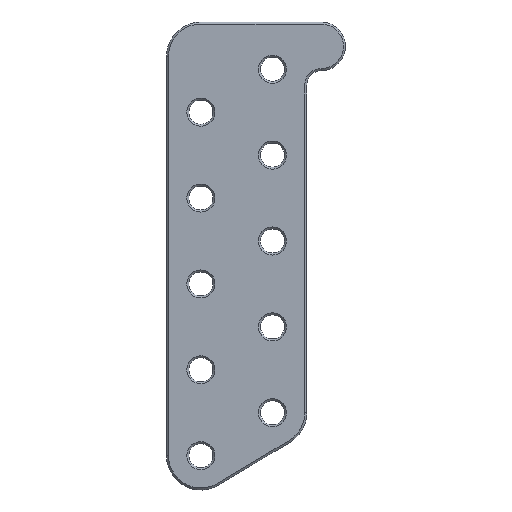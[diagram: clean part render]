
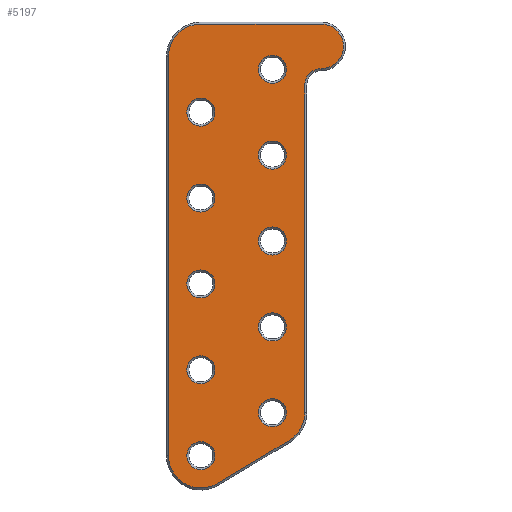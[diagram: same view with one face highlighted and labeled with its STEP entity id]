
A CAD part, front view. The second image highlights one B-rep face of the part: STEP entity #5197.
In plain terms, the highlighted planar face has unit normal (0, -1, 0).
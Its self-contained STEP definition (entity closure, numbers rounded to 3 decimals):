
#483=LINE('',#9079,#840);
#487=LINE('',#9091,#844);
#491=LINE('',#9103,#848);
#496=LINE('',#9121,#853);
#840=VECTOR('',#7171,10.);
#844=VECTOR('',#7183,10.);
#848=VECTOR('',#7195,10.);
#853=VECTOR('',#7214,10.);
#1030=FACE_BOUND('',#1788,.T.);
#1031=FACE_BOUND('',#1789,.T.);
#1032=FACE_BOUND('',#1790,.T.);
#1033=FACE_BOUND('',#1791,.T.);
#1034=FACE_BOUND('',#1792,.T.);
#1035=FACE_BOUND('',#1793,.T.);
#1036=FACE_BOUND('',#1794,.T.);
#1037=FACE_BOUND('',#1795,.T.);
#1038=FACE_BOUND('',#1796,.T.);
#1039=FACE_BOUND('',#1797,.T.);
#1195=PLANE('',#5799);
#1457=FACE_OUTER_BOUND('',#1787,.T.);
#1787=EDGE_LOOP('',(#4572,#4573,#4574,#4575,#4576,#4577,#4578,#4579,#4580));
#1788=EDGE_LOOP('',(#4581));
#1789=EDGE_LOOP('',(#4582));
#1790=EDGE_LOOP('',(#4583));
#1791=EDGE_LOOP('',(#4584));
#1792=EDGE_LOOP('',(#4585));
#1793=EDGE_LOOP('',(#4586));
#1794=EDGE_LOOP('',(#4587));
#1795=EDGE_LOOP('',(#4588));
#1796=EDGE_LOOP('',(#4589));
#1797=EDGE_LOOP('',(#4590));
#2081=CIRCLE('',#5775,5.65);
#2083=CIRCLE('',#5779,5.65);
#2085=CIRCLE('',#5783,3.9);
#2087=CIRCLE('',#5786,2.85);
#2089=CIRCLE('',#5790,5.65);
#2093=CIRCLE('',#5800,2.45);
#2094=CIRCLE('',#5801,2.45);
#2095=CIRCLE('',#5802,2.45);
#2096=CIRCLE('',#5803,2.45);
#2097=CIRCLE('',#5804,2.45);
#2098=CIRCLE('',#5805,2.45);
#2099=CIRCLE('',#5806,2.45);
#2100=CIRCLE('',#5807,2.45);
#2101=CIRCLE('',#5808,2.45);
#2102=CIRCLE('',#5809,2.45);
#2544=VERTEX_POINT('',#9072);
#2547=VERTEX_POINT('',#9077);
#2548=VERTEX_POINT('',#9081);
#2550=VERTEX_POINT('',#9087);
#2552=VERTEX_POINT('',#9093);
#2554=VERTEX_POINT('',#9099);
#2556=VERTEX_POINT('',#9105);
#2558=VERTEX_POINT('',#9111);
#2560=VERTEX_POINT('',#9117);
#2568=VERTEX_POINT('',#9148);
#2569=VERTEX_POINT('',#9150);
#2570=VERTEX_POINT('',#9152);
#2571=VERTEX_POINT('',#9154);
#2572=VERTEX_POINT('',#9156);
#2573=VERTEX_POINT('',#9158);
#2574=VERTEX_POINT('',#9160);
#2575=VERTEX_POINT('',#9162);
#2576=VERTEX_POINT('',#9164);
#2577=VERTEX_POINT('',#9166);
#3248=EDGE_CURVE('',#2547,#2544,#483,.T.);
#3251=EDGE_CURVE('',#2544,#2548,#2081,.T.);
#3254=EDGE_CURVE('',#2548,#2550,#487,.T.);
#3257=EDGE_CURVE('',#2550,#2552,#2083,.T.);
#3260=EDGE_CURVE('',#2552,#2554,#491,.T.);
#3263=EDGE_CURVE('',#2554,#2556,#2085,.T.);
#3266=EDGE_CURVE('',#2556,#2558,#2087,.T.);
#3269=EDGE_CURVE('',#2558,#2560,#496,.T.);
#3271=EDGE_CURVE('',#2560,#2547,#2089,.T.);
#3283=EDGE_CURVE('',#2568,#2568,#2093,.T.);
#3284=EDGE_CURVE('',#2569,#2569,#2094,.T.);
#3285=EDGE_CURVE('',#2570,#2570,#2095,.T.);
#3286=EDGE_CURVE('',#2571,#2571,#2096,.T.);
#3287=EDGE_CURVE('',#2572,#2572,#2097,.T.);
#3288=EDGE_CURVE('',#2573,#2573,#2098,.T.);
#3289=EDGE_CURVE('',#2574,#2574,#2099,.T.);
#3290=EDGE_CURVE('',#2575,#2575,#2100,.T.);
#3291=EDGE_CURVE('',#2576,#2576,#2101,.T.);
#3292=EDGE_CURVE('',#2577,#2577,#2102,.T.);
#4572=ORIENTED_EDGE('',*,*,#3248,.F.);
#4573=ORIENTED_EDGE('',*,*,#3271,.F.);
#4574=ORIENTED_EDGE('',*,*,#3269,.F.);
#4575=ORIENTED_EDGE('',*,*,#3266,.F.);
#4576=ORIENTED_EDGE('',*,*,#3263,.F.);
#4577=ORIENTED_EDGE('',*,*,#3260,.F.);
#4578=ORIENTED_EDGE('',*,*,#3257,.F.);
#4579=ORIENTED_EDGE('',*,*,#3254,.F.);
#4580=ORIENTED_EDGE('',*,*,#3251,.F.);
#4581=ORIENTED_EDGE('',*,*,#3283,.F.);
#4582=ORIENTED_EDGE('',*,*,#3284,.F.);
#4583=ORIENTED_EDGE('',*,*,#3285,.F.);
#4584=ORIENTED_EDGE('',*,*,#3286,.F.);
#4585=ORIENTED_EDGE('',*,*,#3287,.F.);
#4586=ORIENTED_EDGE('',*,*,#3288,.F.);
#4587=ORIENTED_EDGE('',*,*,#3289,.F.);
#4588=ORIENTED_EDGE('',*,*,#3290,.F.);
#4589=ORIENTED_EDGE('',*,*,#3291,.F.);
#4590=ORIENTED_EDGE('',*,*,#3292,.F.);
#5197=ADVANCED_FACE('',(#1457,#1030,#1031,#1032,#1033,#1034,#1035,#1036,
#1037,#1038,#1039),#1195,.T.);
#5775=AXIS2_PLACEMENT_3D('',#9085,#7177,#7178);
#5779=AXIS2_PLACEMENT_3D('',#9097,#7189,#7190);
#5783=AXIS2_PLACEMENT_3D('',#9109,#7201,#7202);
#5786=AXIS2_PLACEMENT_3D('',#9115,#7208,#7209);
#5790=AXIS2_PLACEMENT_3D('',#9124,#7219,#7220);
#5799=AXIS2_PLACEMENT_3D('',#9147,#7245,#7246);
#5800=AXIS2_PLACEMENT_3D('',#9149,#7247,#7248);
#5801=AXIS2_PLACEMENT_3D('',#9151,#7249,#7250);
#5802=AXIS2_PLACEMENT_3D('',#9153,#7251,#7252);
#5803=AXIS2_PLACEMENT_3D('',#9155,#7253,#7254);
#5804=AXIS2_PLACEMENT_3D('',#9157,#7255,#7256);
#5805=AXIS2_PLACEMENT_3D('',#9159,#7257,#7258);
#5806=AXIS2_PLACEMENT_3D('',#9161,#7259,#7260);
#5807=AXIS2_PLACEMENT_3D('',#9163,#7261,#7262);
#5808=AXIS2_PLACEMENT_3D('',#9165,#7263,#7264);
#5809=AXIS2_PLACEMENT_3D('',#9167,#7265,#7266);
#7171=DIRECTION('',(-0.857,0.,-0.514));
#7177=DIRECTION('center_axis',(0.,1.,0.));
#7178=DIRECTION('ref_axis',(-1.,0.,0.));
#7183=DIRECTION('',(0.,0.,1.));
#7189=DIRECTION('center_axis',(0.,1.,0.));
#7190=DIRECTION('ref_axis',(0.,0.,1.));
#7195=DIRECTION('',(1.,0.,0.));
#7201=DIRECTION('center_axis',(0.,1.,0.));
#7202=DIRECTION('ref_axis',(0.,0.,-1.));
#7208=DIRECTION('center_axis',(0.,-1.,0.));
#7209=DIRECTION('ref_axis',(0.,0.,1.));
#7214=DIRECTION('',(0.,0.,-1.));
#7219=DIRECTION('center_axis',(0.,1.,0.));
#7220=DIRECTION('ref_axis',(0.514,0.,-0.857));
#7245=DIRECTION('center_axis',(0.,-1.,0.));
#7246=DIRECTION('ref_axis',(-1.,0.,0.));
#7247=DIRECTION('center_axis',(0.,-1.,0.));
#7248=DIRECTION('ref_axis',(0.,0.,1.));
#7249=DIRECTION('center_axis',(0.,-1.,0.));
#7250=DIRECTION('ref_axis',(0.,0.,1.));
#7251=DIRECTION('center_axis',(0.,-1.,0.));
#7252=DIRECTION('ref_axis',(0.,0.,1.));
#7253=DIRECTION('center_axis',(0.,-1.,0.));
#7254=DIRECTION('ref_axis',(0.,0.,1.));
#7255=DIRECTION('center_axis',(0.,-1.,0.));
#7256=DIRECTION('ref_axis',(0.,0.,1.));
#7257=DIRECTION('center_axis',(0.,-1.,0.));
#7258=DIRECTION('ref_axis',(0.,0.,1.));
#7259=DIRECTION('center_axis',(0.,-1.,0.));
#7260=DIRECTION('ref_axis',(0.,0.,1.));
#7261=DIRECTION('center_axis',(0.,-1.,0.));
#7262=DIRECTION('ref_axis',(0.,0.,1.));
#7263=DIRECTION('center_axis',(0.,-1.,0.));
#7264=DIRECTION('ref_axis',(0.,0.,1.));
#7265=DIRECTION('center_axis',(0.,-1.,0.));
#7266=DIRECTION('ref_axis',(0.,0.,1.));
#9072=CARTESIAN_POINT('',(-15.593,-2.,-78.345));
#9077=CARTESIAN_POINT('',(-3.093,-2.,-70.845));
#9079=CARTESIAN_POINT('',(-6.034,-2.,-72.61));
#9081=CARTESIAN_POINT('',(-24.15,-2.,-73.5));
#9085=CARTESIAN_POINT('Origin',(-18.5,-2.,-73.5));
#9087=CARTESIAN_POINT('',(-24.15,-2.,-3.75));
#9091=CARTESIAN_POINT('',(-24.15,-2.,-66.));
#9093=CARTESIAN_POINT('',(-18.5,-2.,1.9));
#9097=CARTESIAN_POINT('Origin',(-18.5,-2.,-3.75));
#9099=CARTESIAN_POINT('',(2.5,-2.,1.9));
#9103=CARTESIAN_POINT('',(-18.5,-2.,1.9));
#9105=CARTESIAN_POINT('',(2.5,-2.,-5.9));
#9109=CARTESIAN_POINT('Origin',(2.5,-2.,-2.));
#9111=CARTESIAN_POINT('',(-0.35,-2.,-8.75));
#9115=CARTESIAN_POINT('Origin',(2.5,-2.,-8.75));
#9117=CARTESIAN_POINT('',(-0.35,-2.,-66.));
#9121=CARTESIAN_POINT('',(-0.35,-2.,-33.625));
#9124=CARTESIAN_POINT('Origin',(-6.,-2.,-66.));
#9147=CARTESIAN_POINT('Origin',(-18.5,-2.,-58.5));
#9148=CARTESIAN_POINT('',(-18.5,-2.,-15.95));
#9149=CARTESIAN_POINT('Origin',(-18.5,-2.,-13.5));
#9150=CARTESIAN_POINT('',(-18.5,-2.,-75.95));
#9151=CARTESIAN_POINT('Origin',(-18.5,-2.,-73.5));
#9152=CARTESIAN_POINT('',(-6.,-2.,-53.45));
#9153=CARTESIAN_POINT('Origin',(-6.,-2.,-51.));
#9154=CARTESIAN_POINT('',(-18.5,-2.,-45.95));
#9155=CARTESIAN_POINT('Origin',(-18.5,-2.,-43.5));
#9156=CARTESIAN_POINT('',(-6.,-2.,-23.45));
#9157=CARTESIAN_POINT('Origin',(-6.,-2.,-21.));
#9158=CARTESIAN_POINT('',(-6.,-2.,-8.45));
#9159=CARTESIAN_POINT('Origin',(-6.,-2.,-6.));
#9160=CARTESIAN_POINT('',(-18.5,-2.,-30.95));
#9161=CARTESIAN_POINT('Origin',(-18.5,-2.,-28.5));
#9162=CARTESIAN_POINT('',(-6.,-2.,-38.45));
#9163=CARTESIAN_POINT('Origin',(-6.,-2.,-36.));
#9164=CARTESIAN_POINT('',(-18.5,-2.,-60.95));
#9165=CARTESIAN_POINT('Origin',(-18.5,-2.,-58.5));
#9166=CARTESIAN_POINT('',(-6.,-2.,-68.45));
#9167=CARTESIAN_POINT('Origin',(-6.,-2.,-66.));
